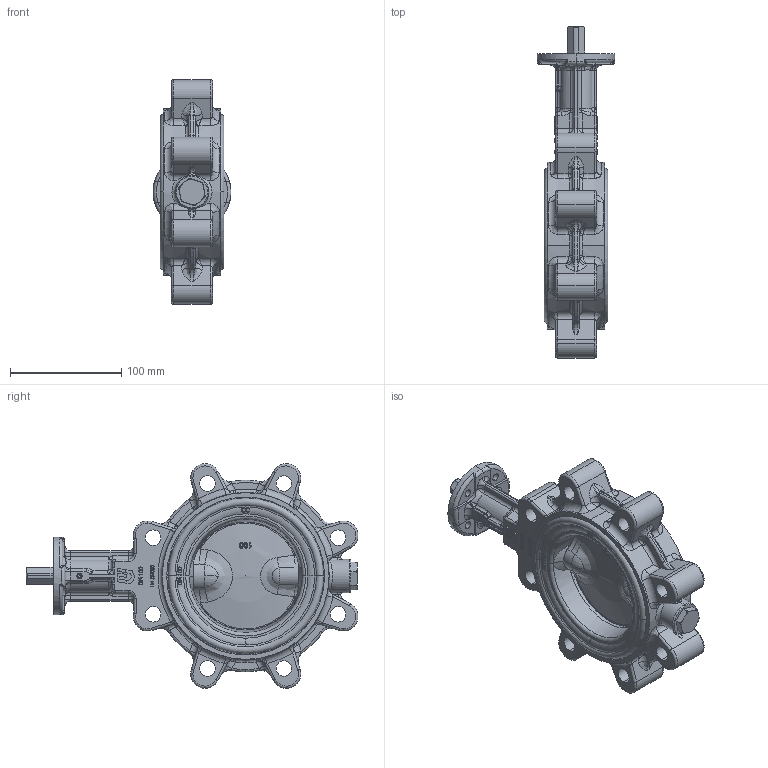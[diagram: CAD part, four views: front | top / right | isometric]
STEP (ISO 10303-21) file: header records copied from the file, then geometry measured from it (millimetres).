
FILE_DESCRIPTION (( 'STEP AP214' ), '1' );
FILE_NAME ('AK02_DN100_PN10-16.STEP', '2022-07-19T12:27:30', ( '' ), ( '' ), 'SwSTEP 2.0', 'SolidWorks 2021', '' );
FILE_SCHEMA (( 'AUTOMOTIVE_DESIGN' ));
Length unit declared in the file: metre
Products named in the file (1): AK02_DN100_PN10-16
Bounding box: 70 x 298.46 x 202 mm (x, y, z)
Volume: 963172.7 mm3; surface area: 146085.3 mm2
Topology: 1 solids, 7 shells, 1391 faces, 3554 edges, 2178 vertices
Faces by surface type: plane 446, bspline 408, cylinder 300, torus 188, cone 32, sphere 17
Entity records: 86837 total; most frequent: CARTESIAN_POINT 42124, ORIENTED_EDGE 6954, DIRECTION 5270, EDGE_CURVE 3477, VERTEX_POINT 2173, AXIS2_PLACEMENT_3D 1901, EDGE_LOOP 1488, VECTOR 1468
